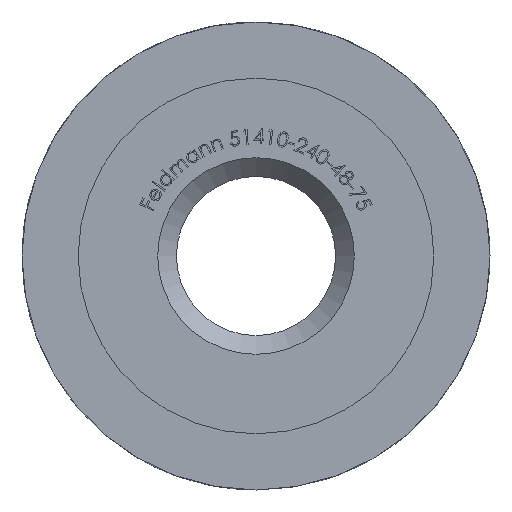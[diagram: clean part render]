
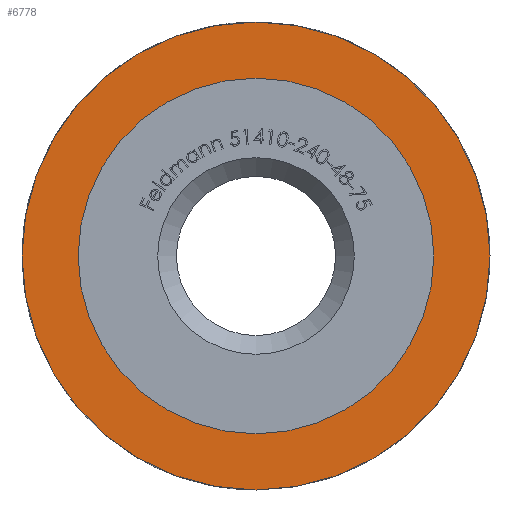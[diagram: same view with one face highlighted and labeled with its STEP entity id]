
A CAD part, front view. The second image highlights one B-rep face of the part: STEP entity #6778.
In plain terms, the highlighted planar face has unit normal (0, -1, 0).
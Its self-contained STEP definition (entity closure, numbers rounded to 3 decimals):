
#1224 = DIRECTION ( 'NONE',  ( 0., 0., 1. ) ) ;
#1289 = CIRCLE ( 'NONE', #7099, 9.5 ) ;
#2854 = DIRECTION ( 'NONE',  ( 0., 1., 0. ) ) ;
#2900 = CARTESIAN_POINT ( 'NONE',  ( 0., 0., 0. ) ) ;
#3384 = PLANE ( 'NONE',  #7196 ) ;
#3509 = CARTESIAN_POINT ( 'NONE',  ( 0., 0., 12.5 ) ) ;
#3783 = DIRECTION ( 'NONE',  ( 0., 1., 0. ) ) ;
#4447 = AXIS2_PLACEMENT_3D ( 'NONE', #4730, #3783, #13882 ) ;
#4677 = CARTESIAN_POINT ( 'NONE',  ( 0., 0., 9.5 ) ) ;
#4730 = CARTESIAN_POINT ( 'NONE',  ( 0., 0., 0. ) ) ;
#5449 = FACE_OUTER_BOUND ( 'NONE', #9208, .T. ) ;
#5572 = ORIENTED_EDGE ( 'NONE', *, *, #9284, .T. ) ;
#6778 = ADVANCED_FACE ( 'NONE', ( #5449, #7577 ), #3384, .F. ) ;
#7099 = AXIS2_PLACEMENT_3D ( 'NONE', #2900, #2854, #10891 ) ;
#7196 = AXIS2_PLACEMENT_3D ( 'NONE', #11509, #11415, #1224 ) ;
#7238 = ORIENTED_EDGE ( 'NONE', *, *, #7652, .F. ) ;
#7577 = FACE_BOUND ( 'NONE', #14496, .T. ) ;
#7652 = EDGE_CURVE ( 'NONE', #9466, #9466, #8830, .T. ) ;
#8830 = CIRCLE ( 'NONE', #4447, 12.5 ) ;
#9208 = EDGE_LOOP ( 'NONE', ( #7238 ) ) ;
#9284 = EDGE_CURVE ( 'NONE', #12214, #12214, #1289, .T. ) ;
#9466 = VERTEX_POINT ( 'NONE', #3509 ) ;
#10891 = DIRECTION ( 'NONE',  ( 0., 0., 1. ) ) ;
#11415 = DIRECTION ( 'NONE',  ( 0., 1., 0. ) ) ;
#11509 = CARTESIAN_POINT ( 'NONE',  ( 0., 0., 0. ) ) ;
#12214 = VERTEX_POINT ( 'NONE', #4677 ) ;
#13882 = DIRECTION ( 'NONE',  ( 0., 0., 1. ) ) ;
#14496 = EDGE_LOOP ( 'NONE', ( #5572 ) ) ;
